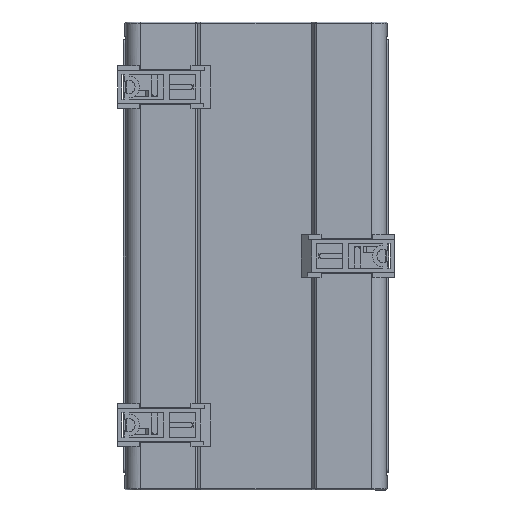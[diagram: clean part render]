
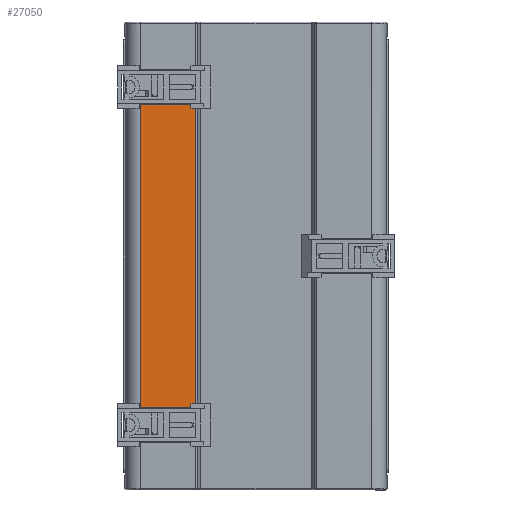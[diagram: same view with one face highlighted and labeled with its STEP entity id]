
A CAD part, front view. The second image highlights one B-rep face of the part: STEP entity #27050.
In plain terms, the highlighted face is planar.
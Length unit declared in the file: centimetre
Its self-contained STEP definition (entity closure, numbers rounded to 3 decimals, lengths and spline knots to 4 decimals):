
#4 = CARTESIAN_POINT ( 'NONE',  ( -5.4, -5.215, 0. ) ) ;
#861 = DIRECTION ( 'NONE',  ( 0., 1., 0. ) ) ;
#956 = VERTEX_POINT ( 'NONE', #20783 ) ;
#1049 = VECTOR ( 'NONE', #9846, 100. ) ;
#1512 = EDGE_CURVE ( 'NONE', #27531, #8927, #34301, .T. ) ;
#3102 = EDGE_CURVE ( 'NONE', #17624, #15915, #25048, .T. ) ;
#4352 = CARTESIAN_POINT ( 'NONE',  ( -5.4, 5.215, 0. ) ) ;
#4622 = ORIENTED_EDGE ( 'NONE', *, *, #8595, .F. ) ;
#5335 = CARTESIAN_POINT ( 'NONE',  ( -3.9607, -5.215, 0. ) ) ;
#6009 = ORIENTED_EDGE ( 'NONE', *, *, #31080, .F. ) ;
#6858 = VECTOR ( 'NONE', #14391, 100. ) ;
#8072 = CARTESIAN_POINT ( 'NONE',  ( -3.9607, 0., 0. ) ) ;
#8152 = VECTOR ( 'NONE', #24422, 100. ) ;
#8590 = CARTESIAN_POINT ( 'NONE',  ( -2.0724, -5.065, 0. ) ) ;
#8595 = EDGE_CURVE ( 'NONE', #8927, #13895, #20542, .T. ) ;
#8927 = VERTEX_POINT ( 'NONE', #22548 ) ;
#9012 = LINE ( 'NONE', #29903, #37221 ) ;
#9846 = DIRECTION ( 'NONE',  ( 1., 0., 0. ) ) ;
#10808 = AXIS2_PLACEMENT_3D ( 'NONE', #30946, #33495, #27930 ) ;
#11285 = EDGE_CURVE ( 'NONE', #13054, #23307, #34514, .T. ) ;
#11402 = DIRECTION ( 'NONE',  ( 1., 0., 0. ) ) ;
#12335 = LINE ( 'NONE', #31823, #6858 ) ;
#12461 = CARTESIAN_POINT ( 'NONE',  ( -2.234, 5.215, 0. ) ) ;
#13054 = VERTEX_POINT ( 'NONE', #5335 ) ;
#13136 = VECTOR ( 'NONE', #13671, 100. ) ;
#13671 = DIRECTION ( 'NONE',  ( 0., 1., 0. ) ) ;
#13895 = VERTEX_POINT ( 'NONE', #8590 ) ;
#14391 = DIRECTION ( 'NONE',  ( 0., -1., 0. ) ) ;
#15232 = FACE_OUTER_BOUND ( 'NONE', #35727, .T. ) ;
#15915 = VERTEX_POINT ( 'NONE', #16712 ) ;
#16712 = CARTESIAN_POINT ( 'NONE',  ( -2.234, 5.215, 0. ) ) ;
#17143 = ORIENTED_EDGE ( 'NONE', *, *, #3102, .F. ) ;
#17588 = ORIENTED_EDGE ( 'NONE', *, *, #11285, .T. ) ;
#17624 = VERTEX_POINT ( 'NONE', #29182 ) ;
#18303 = CARTESIAN_POINT ( 'NONE',  ( -2.234, -5.065, 0. ) ) ;
#18435 = EDGE_CURVE ( 'NONE', #956, #13895, #12335, .T. ) ;
#19553 = ORIENTED_EDGE ( 'NONE', *, *, #23894, .T. ) ;
#20542 = LINE ( 'NONE', #18303, #1049 ) ;
#20783 = CARTESIAN_POINT ( 'NONE',  ( -2.0724, 5.065, 0. ) ) ;
#20956 = VECTOR ( 'NONE', #27748, 100. ) ;
#21131 = CARTESIAN_POINT ( 'NONE',  ( -2.234, -5.215, 0. ) ) ;
#21216 = DIRECTION ( 'NONE',  ( -1., 0., 0. ) ) ;
#21792 = PLANE ( 'NONE',  #10808 ) ;
#22291 = CARTESIAN_POINT ( 'NONE',  ( -3.9607, 5.215, 0. ) ) ;
#22548 = CARTESIAN_POINT ( 'NONE',  ( -2.234, -5.065, 0. ) ) ;
#23307 = VERTEX_POINT ( 'NONE', #22291 ) ;
#23894 = EDGE_CURVE ( 'NONE', #23307, #15915, #28745, .T. ) ;
#24255 = EDGE_CURVE ( 'NONE', #13054, #27531, #36864, .T. ) ;
#24422 = DIRECTION ( 'NONE',  ( 0., 1., 0. ) ) ;
#25048 = LINE ( 'NONE', #12461, #8152 ) ;
#27050 = ADVANCED_FACE ( 'NONE', ( #15232 ), #21792, .F. ) ;
#27226 = ORIENTED_EDGE ( 'NONE', *, *, #1512, .F. ) ;
#27531 = VERTEX_POINT ( 'NONE', #29126 ) ;
#27748 = DIRECTION ( 'NONE',  ( 1., 0., 0. ) ) ;
#27930 = DIRECTION ( 'NONE',  ( 1., 0., 0. ) ) ;
#28745 = LINE ( 'NONE', #4352, #20956 ) ;
#29126 = CARTESIAN_POINT ( 'NONE',  ( -2.234, -5.215, 0. ) ) ;
#29182 = CARTESIAN_POINT ( 'NONE',  ( -2.234, 5.065, 0. ) ) ;
#29903 = CARTESIAN_POINT ( 'NONE',  ( -2.234, 5.065, 0. ) ) ;
#30047 = VECTOR ( 'NONE', #11402, 100. ) ;
#30946 = CARTESIAN_POINT ( 'NONE',  ( 0., 0., 0. ) ) ;
#31080 = EDGE_CURVE ( 'NONE', #956, #17624, #9012, .T. ) ;
#31823 = CARTESIAN_POINT ( 'NONE',  ( -2.0724, 0., 0. ) ) ;
#32941 = VECTOR ( 'NONE', #861, 100. ) ;
#33495 = DIRECTION ( 'NONE',  ( 0., 0., 1. ) ) ;
#34301 = LINE ( 'NONE', #21131, #32941 ) ;
#34514 = LINE ( 'NONE', #8072, #13136 ) ;
#35646 = ORIENTED_EDGE ( 'NONE', *, *, #18435, .T. ) ;
#35727 = EDGE_LOOP ( 'NONE', ( #6009, #35646, #4622, #27226, #35785, #17588, #19553, #17143 ) ) ;
#35785 = ORIENTED_EDGE ( 'NONE', *, *, #24255, .F. ) ;
#36864 = LINE ( 'NONE', #4, #30047 ) ;
#37221 = VECTOR ( 'NONE', #21216, 100. ) ;
